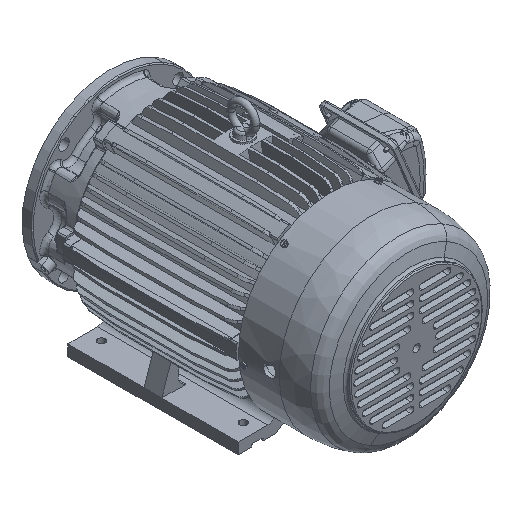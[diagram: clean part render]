
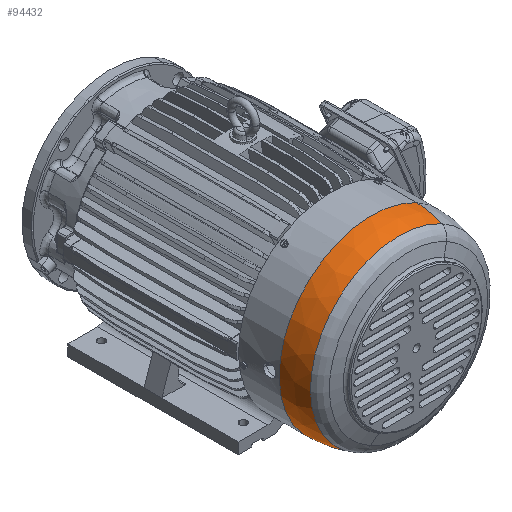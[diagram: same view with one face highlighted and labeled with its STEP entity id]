
A CAD part, isometric view. The second image highlights one B-rep face of the part: STEP entity #94432.
In plain terms, the highlighted spherical face has radius 182.75 mm.
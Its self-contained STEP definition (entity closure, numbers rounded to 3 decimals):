
#94345=CARTESIAN_POINT('Axis2P3D Location',(0.,-288.018,0.)) ;
#94349=CARTESIAN_POINT('Vertex',(-83.774,-288.018,-153.347)) ;
#94351=CARTESIAN_POINT('Vertex',(83.774,-288.018,153.347)) ;
#94402=CARTESIAN_POINT('Axis2P3D Location',(0.,-234.5,0.)) ;
#94407=CARTESIAN_POINT('Axis2P3D Location',(0.,-234.5,0.)) ;
#94411=CARTESIAN_POINT('Vertex',(-87.615,-234.5,-160.378)) ;
#94413=CARTESIAN_POINT('Vertex',(87.615,-234.5,160.378)) ;
#94416=CARTESIAN_POINT('Axis2P3D Location',(0.,-234.5,0.)) ;
#94421=CARTESIAN_POINT('Axis2P3D Location',(0.,-234.5,0.)) ;
#94346=DIRECTION('Axis2P3D Direction',(0.,1.,0.)) ;
#94403=DIRECTION('Axis2P3D Direction',(0.,1.,0.)) ;
#94404=DIRECTION('Axis2P3D XDirection',(0.479,0.,0.878)) ;
#94408=DIRECTION('Axis2P3D Direction',(0.,1.,0.)) ;
#94417=DIRECTION('Axis2P3D Direction',(0.878,0.,-0.479)) ;
#94422=DIRECTION('Axis2P3D Direction',(-0.878,0.,0.479)) ;
#94347=AXIS2_PLACEMENT_3D('Circle Axis2P3D',#94345,#94346,$) ;
#94405=AXIS2_PLACEMENT_3D('Sphere Axis2P3D',#94402,#94403,#94404) ;
#94409=AXIS2_PLACEMENT_3D('Circle Axis2P3D',#94407,#94408,$) ;
#94418=AXIS2_PLACEMENT_3D('Circle Axis2P3D',#94416,#94417,$) ;
#94423=AXIS2_PLACEMENT_3D('Circle Axis2P3D',#94421,#94422,$) ;
#94427=ORIENTED_EDGE('',*,*,#94415,.F.) ;
#94428=ORIENTED_EDGE('',*,*,#94420,.T.) ;
#94429=ORIENTED_EDGE('',*,*,#94353,.T.) ;
#94430=ORIENTED_EDGE('',*,*,#94425,.F.) ;
#94432=ADVANCED_FACE('31407C366.1',(#94431),#94406,.T.) ;
#94348=CIRCLE('generated circle',#94347,174.738) ;
#94410=CIRCLE('generated circle',#94409,182.75) ;
#94419=CIRCLE('generated circle',#94418,182.75) ;
#94424=CIRCLE('generated circle',#94423,182.75) ;
#94353=EDGE_CURVE('',#94350,#94352,#94348,.T.) ;
#94415=EDGE_CURVE('',#94412,#94414,#94410,.T.) ;
#94420=EDGE_CURVE('',#94412,#94350,#94419,.F.) ;
#94425=EDGE_CURVE('',#94414,#94352,#94424,.F.) ;
#94426=EDGE_LOOP('',(#94427,#94428,#94429,#94430)) ;
#94431=FACE_OUTER_BOUND('',#94426,.T.) ;
#94406=SPHERICAL_SURFACE('',#94405,182.75) ;
#94350=VERTEX_POINT('',#94349) ;
#94352=VERTEX_POINT('',#94351) ;
#94412=VERTEX_POINT('',#94411) ;
#94414=VERTEX_POINT('',#94413) ;
